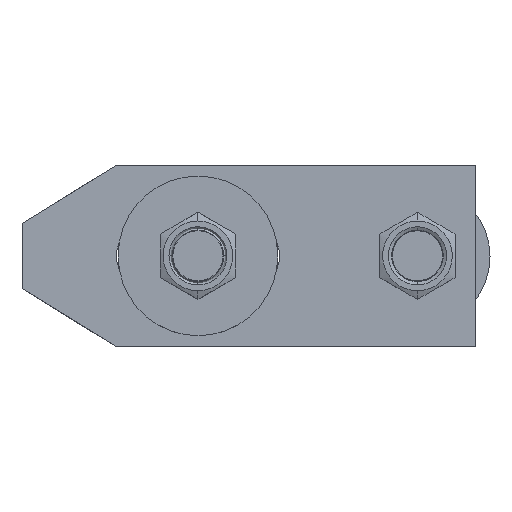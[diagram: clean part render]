
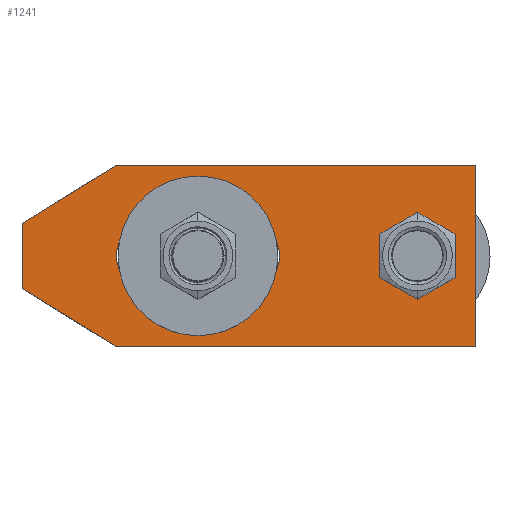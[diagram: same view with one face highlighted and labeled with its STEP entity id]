
A CAD part, top view. The second image highlights one B-rep face of the part: STEP entity #1241.
In plain terms, the highlighted planar face has unit normal (0, 0, 1).
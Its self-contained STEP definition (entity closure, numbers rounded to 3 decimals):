
#903=EDGE_CURVE('',#913,#961,#2053,.T.);
#907=EDGE_CURVE('',#1005,#913,#2057,.T.);
#913=VERTEX_POINT('',#2063);
#935=VERTEX_POINT('',#2088);
#953=EDGE_CURVE('',#961,#1223,#2107,.T.);
#961=VERTEX_POINT('',#2115);
#975=EDGE_CURVE('',#1003,#1065,#2131,.T.);
#995=EDGE_CURVE('',#1021,#1003,#2154,.T.);
#1003=VERTEX_POINT('',#2163);
#1005=VERTEX_POINT('',#2165);
#1017=EDGE_CURVE('',#1061,#1021,#2179,.T.);
#1021=VERTEX_POINT('',#2183);
#1047=EDGE_CURVE('',#1065,#1061,#2214,.T.);
#1061=VERTEX_POINT('',#2229);
#1065=VERTEX_POINT('',#2234);
#1073=VERTEX_POINT('',#2243);
#1081=EDGE_CURVE('',#1665,#935,#2251,.T.);
#1109=EDGE_CURVE('',#1201,#1073,#2281,.T.);
#1191=EDGE_CURVE('',#1223,#1201,#2368,.T.);
#1201=VERTEX_POINT('',#2379);
#1223=VERTEX_POINT('',#2405);
#1241=ADVANCED_FACE('',(#2424,#2425,#2426),#2427,.T.);
#1563=EDGE_CURVE('',#1073,#1005,#2787,.T.);
#1607=EDGE_CURVE('',#935,#1665,#2832,.T.);
#1665=VERTEX_POINT('',#2898);
#2053=LINE('',#3433,#3434);
#2057=LINE('',#3441,#3442);
#2063=CARTESIAN_POINT('',(125.0,25.0,25.0));
#2088=CARTESIAN_POINT('',(101.0,0.,25.0));
#2107=LINE('',#3515,#3516);
#2115=CARTESIAN_POINT('',(125.0,-25.0,25.0));
#2131=LINE('',#3555,#3556);
#2154=CIRCLE('',#3588,9.0);
#2163=CARTESIAN_POINT('',(62.0,-9.0,25.0));
#2165=CARTESIAN_POINT('',(26.0,25.0,25.0));
#2179=LINE('',#3622,#3623);
#2183=CARTESIAN_POINT('',(62.0,9.0,25.0));
#2214=CIRCLE('',#3671,9.0);
#2229=CARTESIAN_POINT('',(35.0,9.0,25.0));
#2234=CARTESIAN_POINT('',(35.0,-9.0,25.0));
#2243=CARTESIAN_POINT('',(0.0,9.,25.0));
#2251=CIRCLE('',#3719,8.0);
#2281=LINE('',#3781,#3782);
#2368=LINE('',#3915,#3916);
#2379=CARTESIAN_POINT('',(0.0,-9.,25.0));
#2405=CARTESIAN_POINT('',(26.0,-25.0,25.0));
#2424=FACE_BOUND('',#4000,.T.);
#2425=FACE_BOUND('',#4001,.T.);
#2426=FACE_OUTER_BOUND('',#4002,.T.);
#2427=PLANE('',#4003);
#2787=LINE('',#4556,#4557);
#2832=CIRCLE('',#4634,8.0);
#2898=CARTESIAN_POINT('',(117.0,0.,25.0));
#3433=CARTESIAN_POINT('',(125.0,-25.0,25.0));
#3434=VECTOR('',#5199,1.0);
#3441=CARTESIAN_POINT('',(125.0,25.0,25.0));
#3442=VECTOR('',#5201,1.0);
#3515=CARTESIAN_POINT('',(26.0,-25.0,25.0));
#3516=VECTOR('',#5247,1.0);
#3555=CARTESIAN_POINT('',(64.622,-9.0,25.0));
#3556=VECTOR('',#5268,1.0);
#3588=AXIS2_PLACEMENT_3D('',#5294,#5295,#5296);
#3622=CARTESIAN_POINT('',(51.122,9.0,25.0));
#3623=VECTOR('',#5327,1.0);
#3671=AXIS2_PLACEMENT_3D('',#5356,#5357,#5358);
#3719=AXIS2_PLACEMENT_3D('',#5397,#5398,#5399);
#3781=CARTESIAN_POINT('',(0.0,9.,25.0));
#3782=VECTOR('',#5424,1.0);
#3915=CARTESIAN_POINT('',(0.0,-9.,25.0));
#3916=VECTOR('',#5493,1.0);
#4000=EDGE_LOOP('',(#5557,#5558));
#4001=EDGE_LOOP('',(#5559,#5560,#5561,#5562));
#4002=EDGE_LOOP('',(#5563,#5564,#5565,#5566,#5567,#5568));
#4003=AXIS2_PLACEMENT_3D('',#5569,#5570,#5571);
#4556=CARTESIAN_POINT('',(26.0,25.0,25.0));
#4557=VECTOR('',#6004,1.0);
#4634=AXIS2_PLACEMENT_3D('',#6031,#6032,#6033);
#5199=DIRECTION('',(0.0,-1.0,0.0));
#5201=DIRECTION('',(1.0,0.0,0.0));
#5247=DIRECTION('',(-1.0,0.0,0.0));
#5268=DIRECTION('',(-1.0,0.0,0.0));
#5294=CARTESIAN_POINT('',(62.0,0.0,25.0));
#5295=DIRECTION('',(0.0,0.0,-1.0));
#5296=DIRECTION('',(0.0,1.0,0.0));
#5327=DIRECTION('',(1.0,0.0,0.0));
#5356=CARTESIAN_POINT('',(35.0,0.0,25.0));
#5357=DIRECTION('',(0.0,0.0,-1.0));
#5358=DIRECTION('',(0.0,-1.0,0.0));
#5397=CARTESIAN_POINT('',(109.0,0.0,25.0));
#5398=DIRECTION('',(0.0,0.0,-1.0));
#5399=DIRECTION('',(-1.0,0.,0.0));
#5424=DIRECTION('',(0.0,1.0,0.0));
#5493=DIRECTION('',(-0.852,0.524,0.0));
#5557=ORIENTED_EDGE('',*,*,#1607,.T.);
#5558=ORIENTED_EDGE('',*,*,#1081,.T.);
#5559=ORIENTED_EDGE('',*,*,#1047,.T.);
#5560=ORIENTED_EDGE('',*,*,#1017,.T.);
#5561=ORIENTED_EDGE('',*,*,#995,.T.);
#5562=ORIENTED_EDGE('',*,*,#975,.T.);
#5563=ORIENTED_EDGE('',*,*,#953,.F.);
#5564=ORIENTED_EDGE('',*,*,#903,.F.);
#5565=ORIENTED_EDGE('',*,*,#907,.F.);
#5566=ORIENTED_EDGE('',*,*,#1563,.F.);
#5567=ORIENTED_EDGE('',*,*,#1109,.F.);
#5568=ORIENTED_EDGE('',*,*,#1191,.F.);
#5569=CARTESIAN_POINT('',(67.244,0.,25.0));
#5570=DIRECTION('',(0.0,0.0,1.0));
#5571=DIRECTION('',(1.0,0.0,0.0));
#6004=DIRECTION('',(0.852,0.524,0.0));
#6031=CARTESIAN_POINT('',(109.0,0.0,25.0));
#6032=DIRECTION('',(0.0,0.0,-1.0));
#6033=DIRECTION('',(-1.0,0.,0.0));
